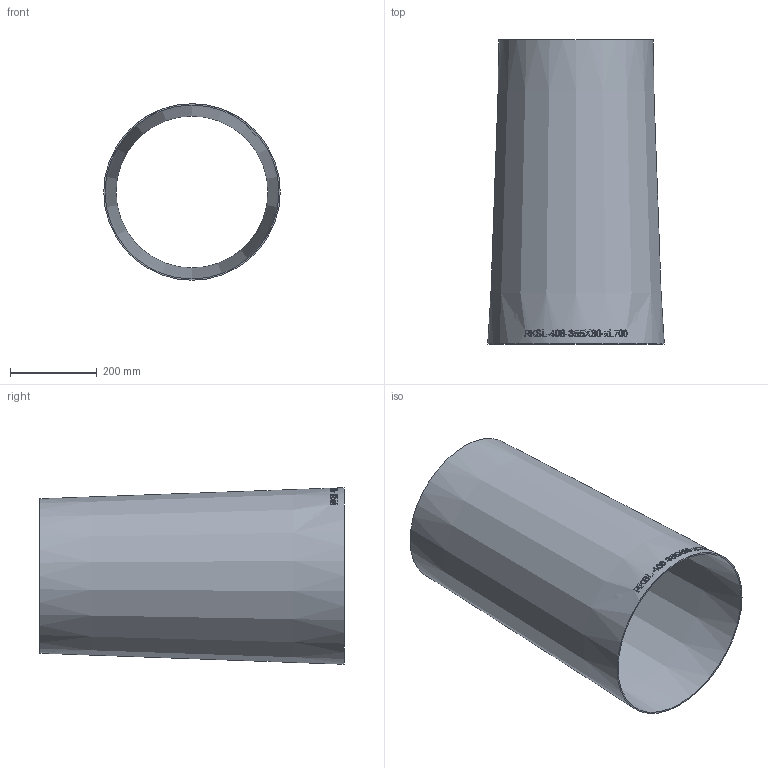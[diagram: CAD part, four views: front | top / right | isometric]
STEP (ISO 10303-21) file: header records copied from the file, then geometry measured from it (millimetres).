
FILE_DESCRIPTION (( 'STEP AP214' ), '1' );
FILE_NAME ('RKSL-406-355X30-xL700 Reduzierung Sonderlänge 2007.STEP', '2020-07-27T08:24:01', ( '' ), ( '' ), 'SwSTEP 2.0', 'SolidWorks 2019', '' );
FILE_SCHEMA (( 'AUTOMOTIVE_DESIGN' ));
Length unit declared in the file: millimetre
Products named in the file (1): RKSL-406-355X30-xL700 Reduzierung Sonderlänge 2007
Bounding box: 406.4 x 700 x 406.4 mm (x, y, z)
Volume: 2494915.5 mm3; surface area: 1670784.8 mm2
Topology: 1 solids, 1 shells, 278 faces, 744 edges, 496 vertices
Faces by surface type: bspline 246, cone 30, plane 2
Entity records: 55986 total; most frequent: CARTESIAN_POINT 48260, ORIENTED_EDGE 1484, EDGE_CURVE 742, B_SPLINE_CURVE_WITH_KNOTS 738, VERTEX_POINT 496, EDGE_LOOP 310, ADVANCED_FACE 278, FACE_OUTER_BOUND 278
